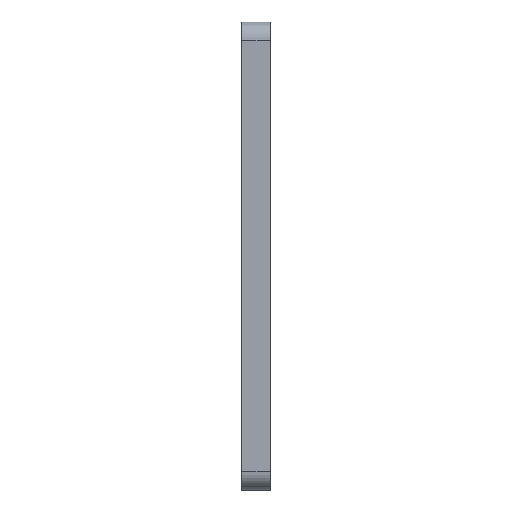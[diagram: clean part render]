
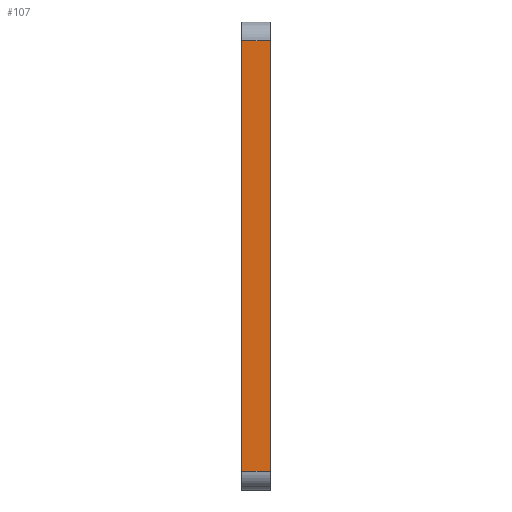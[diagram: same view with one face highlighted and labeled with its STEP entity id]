
A CAD part, left-side view. The second image highlights one B-rep face of the part: STEP entity #107.
In plain terms, the highlighted planar face has unit normal (-1, 0, 0).
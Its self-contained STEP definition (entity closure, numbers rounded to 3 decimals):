
#3 = DIRECTION ( 'NONE',  ( 0., 0., -1. ) ) ;
#99 = DIRECTION ( 'NONE',  ( 0., -1., 0. ) ) ;
#107 = ADVANCED_FACE ( 'NONE', ( #1310 ), #1201, .F. ) ;
#218 = LINE ( 'NONE', #703, #1123 ) ;
#236 = DIRECTION ( 'NONE',  ( 0., 0., 1. ) ) ;
#240 = CARTESIAN_POINT ( 'NONE',  ( -30., 3., 23. ) ) ;
#288 = CARTESIAN_POINT ( 'NONE',  ( -30., 0., -25. ) ) ;
#291 = EDGE_CURVE ( 'NONE', #654, #1434, #1462, .T. ) ;
#297 = DIRECTION ( 'NONE',  ( 0., 1., 0. ) ) ;
#388 = AXIS2_PLACEMENT_3D ( 'NONE', #500, #604, #3 ) ;
#490 = VERTEX_POINT ( 'NONE', #240 ) ;
#498 = ORIENTED_EDGE ( 'NONE', *, *, #1266, .T. ) ;
#500 = CARTESIAN_POINT ( 'NONE',  ( -30., 3., -25. ) ) ;
#540 = EDGE_LOOP ( 'NONE', ( #1511, #1254, #1343, #498 ) ) ;
#562 = VECTOR ( 'NONE', #770, 1000. ) ;
#604 = DIRECTION ( 'NONE',  ( 1., 0., 0. ) ) ;
#654 = VERTEX_POINT ( 'NONE', #1355 ) ;
#703 = CARTESIAN_POINT ( 'NONE',  ( -30., 3., -23. ) ) ;
#770 = DIRECTION ( 'NONE',  ( 0., 0., 1. ) ) ;
#791 = VERTEX_POINT ( 'NONE', #1516 ) ;
#810 = VECTOR ( 'NONE', #297, 1000. ) ;
#829 = CARTESIAN_POINT ( 'NONE',  ( -30., 0., 23. ) ) ;
#995 = VECTOR ( 'NONE', #236, 1000. ) ;
#1083 = EDGE_CURVE ( 'NONE', #1434, #490, #1370, .T. ) ;
#1100 = CARTESIAN_POINT ( 'NONE',  ( -30., 3., 23. ) ) ;
#1123 = VECTOR ( 'NONE', #99, 1000. ) ;
#1192 = CARTESIAN_POINT ( 'NONE',  ( -30., 3., -25. ) ) ;
#1201 = PLANE ( 'NONE',  #388 ) ;
#1254 = ORIENTED_EDGE ( 'NONE', *, *, #1083, .T. ) ;
#1266 = EDGE_CURVE ( 'NONE', #791, #654, #218, .T. ) ;
#1310 = FACE_OUTER_BOUND ( 'NONE', #540, .T. ) ;
#1331 = EDGE_CURVE ( 'NONE', #791, #490, #1431, .T. ) ;
#1343 = ORIENTED_EDGE ( 'NONE', *, *, #1331, .F. ) ;
#1355 = CARTESIAN_POINT ( 'NONE',  ( -30., 0., -23. ) ) ;
#1370 = LINE ( 'NONE', #1100, #810 ) ;
#1431 = LINE ( 'NONE', #1192, #995 ) ;
#1434 = VERTEX_POINT ( 'NONE', #829 ) ;
#1462 = LINE ( 'NONE', #288, #562 ) ;
#1511 = ORIENTED_EDGE ( 'NONE', *, *, #291, .T. ) ;
#1516 = CARTESIAN_POINT ( 'NONE',  ( -30., 3., -23. ) ) ;
